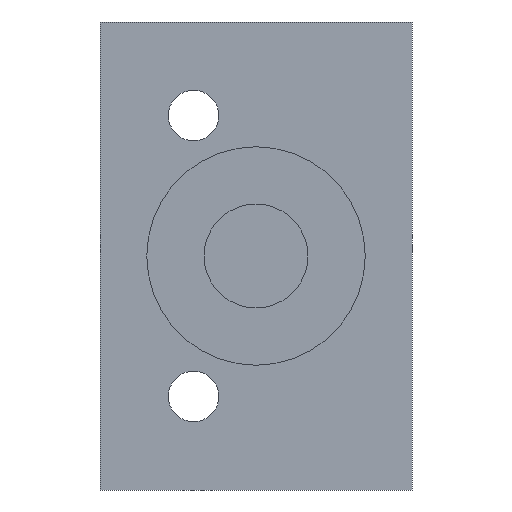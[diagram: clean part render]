
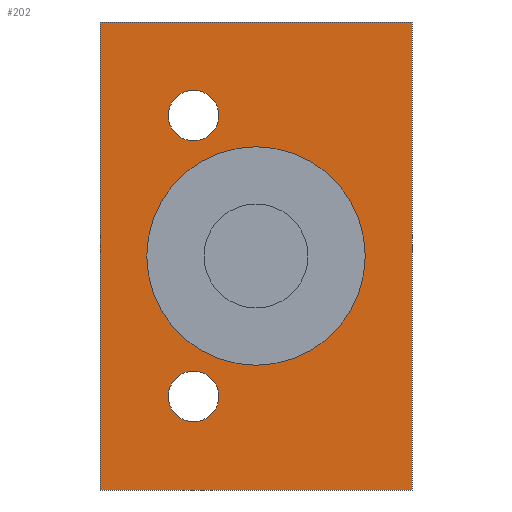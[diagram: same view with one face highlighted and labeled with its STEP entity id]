
A CAD part, front view. The second image highlights one B-rep face of the part: STEP entity #202.
In plain terms, the highlighted planar face has unit normal (0, -1, 0).
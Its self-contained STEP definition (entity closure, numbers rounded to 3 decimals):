
#18=FACE_BOUND('',#56,.T.);
#19=FACE_BOUND('',#57,.T.);
#20=FACE_BOUND('',#58,.T.);
#28=PLANE('',#236);
#40=FACE_OUTER_BOUND('',#55,.T.);
#55=EDGE_LOOP('',(#180,#181,#182,#183));
#56=EDGE_LOOP('',(#184));
#57=EDGE_LOOP('',(#185));
#58=EDGE_LOOP('',(#186));
#63=LINE('',#325,#79);
#67=LINE('',#333,#83);
#70=LINE('',#339,#86);
#73=LINE('',#344,#89);
#79=VECTOR('',#273,10.);
#83=VECTOR('',#279,10.);
#86=VECTOR('',#284,10.);
#89=VECTOR('',#289,10.);
#91=CIRCLE('',#218,0.812);
#93=CIRCLE('',#221,0.812);
#98=CIRCLE('',#229,3.5);
#99=VERTEX_POINT('',#297);
#101=VERTEX_POINT('',#303);
#106=VERTEX_POINT('',#318);
#107=VERTEX_POINT('',#323);
#108=VERTEX_POINT('',#324);
#111=VERTEX_POINT('',#332);
#113=VERTEX_POINT('',#338);
#115=EDGE_CURVE('',#99,#99,#91,.T.);
#118=EDGE_CURVE('',#101,#101,#93,.T.);
#126=EDGE_CURVE('',#106,#106,#98,.T.);
#127=EDGE_CURVE('',#107,#108,#63,.T.);
#131=EDGE_CURVE('',#108,#111,#67,.T.);
#134=EDGE_CURVE('',#111,#113,#70,.T.);
#137=EDGE_CURVE('',#113,#107,#73,.T.);
#180=ORIENTED_EDGE('',*,*,#137,.T.);
#181=ORIENTED_EDGE('',*,*,#127,.T.);
#182=ORIENTED_EDGE('',*,*,#131,.T.);
#183=ORIENTED_EDGE('',*,*,#134,.T.);
#184=ORIENTED_EDGE('',*,*,#115,.T.);
#185=ORIENTED_EDGE('',*,*,#118,.T.);
#186=ORIENTED_EDGE('',*,*,#126,.T.);
#202=ADVANCED_FACE('',(#40,#18,#19,#20),#28,.F.);
#218=AXIS2_PLACEMENT_3D('',#298,#241,#242);
#221=AXIS2_PLACEMENT_3D('',#304,#248,#249);
#229=AXIS2_PLACEMENT_3D('',#320,#267,#268);
#236=AXIS2_PLACEMENT_3D('',#347,#293,#294);
#241=DIRECTION('center_axis',(0.,1.,0.));
#242=DIRECTION('ref_axis',(0.,0.,-1.));
#248=DIRECTION('center_axis',(0.,1.,0.));
#249=DIRECTION('ref_axis',(0.,0.,-1.));
#267=DIRECTION('center_axis',(0.,1.,0.));
#268=DIRECTION('ref_axis',(1.,0.,0.));
#273=DIRECTION('',(0.,0.,1.));
#279=DIRECTION('',(-1.,0.,0.));
#284=DIRECTION('',(0.,0.,-1.));
#289=DIRECTION('',(1.,0.,0.));
#293=DIRECTION('center_axis',(0.,1.,0.));
#294=DIRECTION('ref_axis',(1.,0.,0.));
#297=CARTESIAN_POINT('',(-2.,0.,-3.689));
#298=CARTESIAN_POINT('Origin',(-2.,0.,-4.5));
#303=CARTESIAN_POINT('',(-2.,0.,5.312));
#304=CARTESIAN_POINT('Origin',(-2.,0.,4.5));
#318=CARTESIAN_POINT('',(-3.5,0.,0.));
#320=CARTESIAN_POINT('Origin',(0.,0.,0.));
#323=CARTESIAN_POINT('',(5.,0.,-7.5));
#324=CARTESIAN_POINT('',(5.,0.,7.5));
#325=CARTESIAN_POINT('',(5.,0.,-7.5));
#332=CARTESIAN_POINT('',(-5.,0.,7.5));
#333=CARTESIAN_POINT('',(5.,0.,7.5));
#338=CARTESIAN_POINT('',(-5.,0.,-7.5));
#339=CARTESIAN_POINT('',(-5.,0.,7.5));
#344=CARTESIAN_POINT('',(-5.,0.,-7.5));
#347=CARTESIAN_POINT('Origin',(0.,0.,0.));
